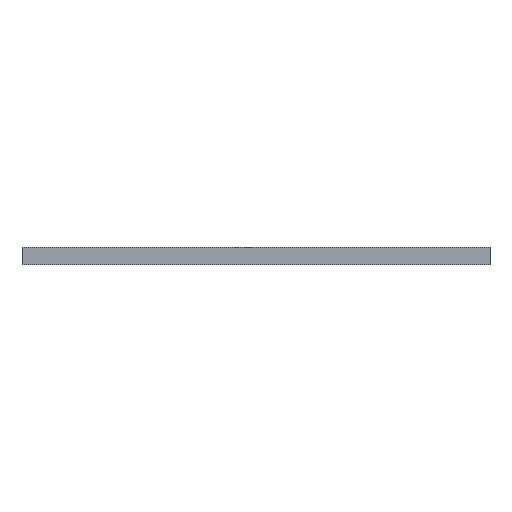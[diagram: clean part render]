
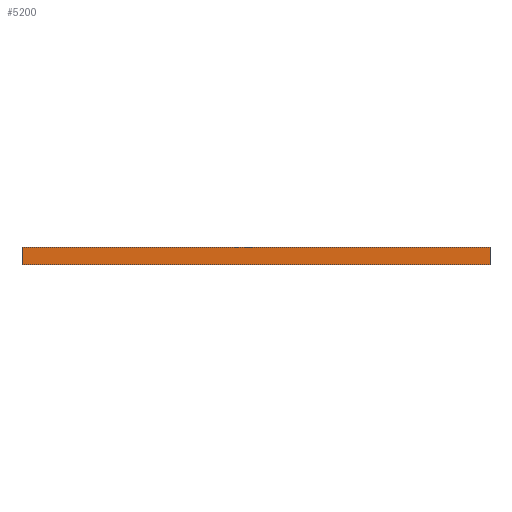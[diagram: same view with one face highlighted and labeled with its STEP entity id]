
A CAD part, front view. The second image highlights one B-rep face of the part: STEP entity #5200.
In plain terms, the highlighted planar face has unit normal (0, -1, 0).
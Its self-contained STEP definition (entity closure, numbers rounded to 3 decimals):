
#866=FACE_OUTER_BOUND('',#1165,.T.);
#1165=EDGE_LOOP('',(#4789,#4790,#4791,#4792));
#1489=LINE('',#10343,#1899);
#1527=LINE('',#10431,#1937);
#1529=LINE('',#10435,#1939);
#1586=LINE('',#10549,#1996);
#1899=VECTOR('',#5738,10.);
#1937=VECTOR('',#5802,10.);
#1939=VECTOR('',#5806,10.);
#1996=VECTOR('',#5921,10.);
#2445=VERTEX_POINT('',#10341);
#2446=VERTEX_POINT('',#10342);
#2483=VERTEX_POINT('',#10429);
#2484=VERTEX_POINT('',#10433);
#3185=EDGE_CURVE('',#2445,#2446,#1489,.T.);
#3227=EDGE_CURVE('',#2445,#2483,#1527,.T.);
#3229=EDGE_CURVE('',#2484,#2446,#1529,.T.);
#3286=EDGE_CURVE('',#2483,#2484,#1586,.T.);
#4789=ORIENTED_EDGE('',*,*,#3286,.F.);
#4790=ORIENTED_EDGE('',*,*,#3227,.F.);
#4791=ORIENTED_EDGE('',*,*,#3185,.T.);
#4792=ORIENTED_EDGE('',*,*,#3229,.F.);
#4925=PLANE('',#5313);
#5200=ADVANCED_FACE('',(#866),#4925,.T.);
#5313=AXIS2_PLACEMENT_3D('',#10548,#5919,#5920);
#5738=DIRECTION('',(-1.,0.,0.));
#5802=DIRECTION('',(0.,0.,-1.));
#5806=DIRECTION('',(0.,0.,1.));
#5919=DIRECTION('center_axis',(0.,-1.,0.));
#5920=DIRECTION('ref_axis',(1.,0.,0.));
#5921=DIRECTION('',(-1.,0.,0.));
#10341=CARTESIAN_POINT('',(-60.72,-78.011,2.));
#10342=CARTESIAN_POINT('',(-114.12,-78.011,2.));
#10343=CARTESIAN_POINT('',(-112.628,-78.011,2.));
#10429=CARTESIAN_POINT('',(-60.72,-78.011,0.));
#10431=CARTESIAN_POINT('',(-60.72,-78.011,0.));
#10433=CARTESIAN_POINT('',(-114.12,-78.011,0.));
#10435=CARTESIAN_POINT('',(-114.12,-78.011,0.));
#10548=CARTESIAN_POINT('Origin',(-112.628,-78.011,0.));
#10549=CARTESIAN_POINT('',(-112.628,-78.011,0.));
